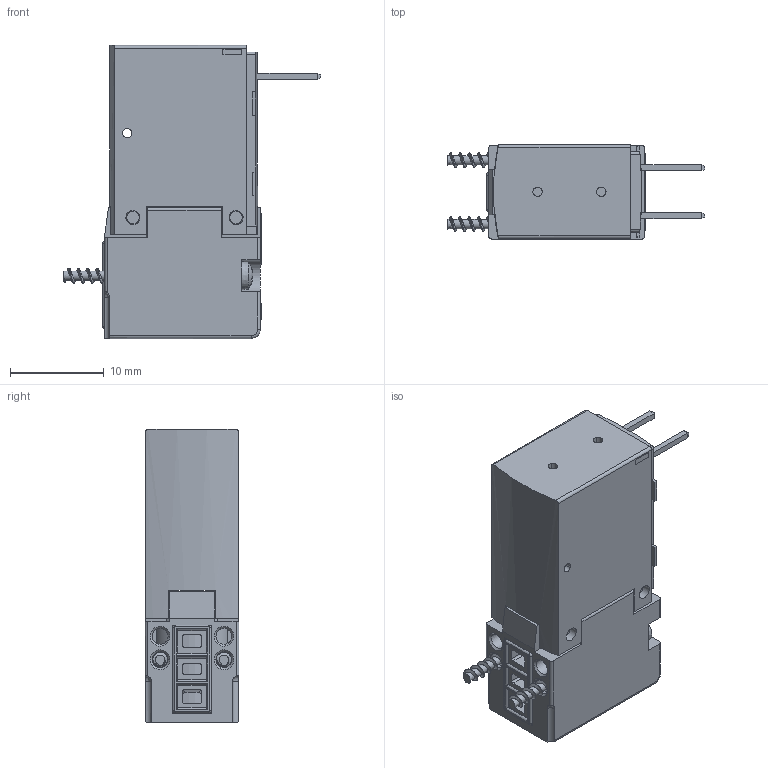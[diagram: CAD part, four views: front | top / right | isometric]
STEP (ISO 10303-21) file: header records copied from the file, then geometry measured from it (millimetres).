
FILE_DESCRIPTION(('CATIA V5 STEP','CAx-IF Rec.Pracs.--- Model Styling and Organization---1.5--- 2016-08-15','CAx-IF Rec.Pracs.---Supplemental Geometry---1.0---2011-11-01','CAx-IF Rec.Pracs.--- Composite Materials ---1.1---2010-07-15'),'2;1');
FILE_NAME('10065814_631_32_X_Pinstp.stp','2022-02-04T12:27:08+00:00',('none'),('none'),'CATIA Version 5-6 Release 2020 SP3 HF9','CATIA V5 STEP AP214 v2','none');
FILE_SCHEMA(('AUTOMOTIVE_DESIGN { 1 0 10303 214 1 1 1 1 }'));
Length unit declared in the file: millimetre
Products named in the file (1): 10065814________--___0_AllCATPart
Bounding box: 27.4 x 10.02 x 31.25 mm (x, y, z)
Volume: 4544.6 mm3; surface area: 3440.1 mm2
Topology: 2 solids, 7 shells, 576 faces, 1534 edges, 997 vertices
Faces by surface type: plane 323, cylinder 186, cone 40, bspline 13, sphere 8, revolution 4, torus 2
Entity records: 19058 total; most frequent: CARTESIAN_POINT 5984, ORIENTED_EDGE 3068, DIRECTION 2009, EDGE_CURVE 1534, VERTEX_POINT 997, VECTOR 969, LINE 969, AXIS2_PLACEMENT_3D 685
